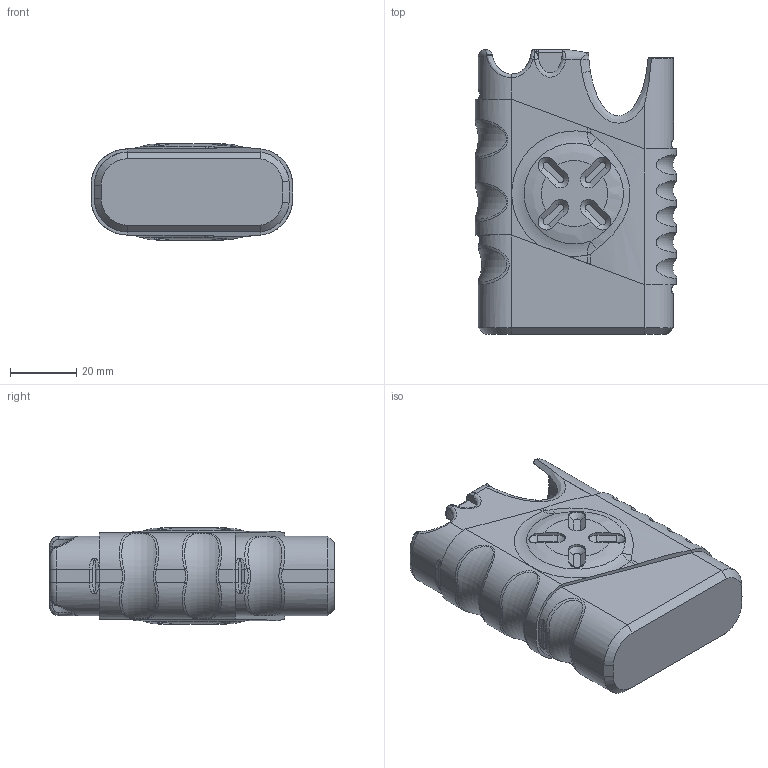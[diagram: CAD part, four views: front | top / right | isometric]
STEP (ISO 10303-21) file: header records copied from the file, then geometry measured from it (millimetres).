
FILE_DESCRIPTION(/* description */ (''),/* implementation_level */ '2;1');
FILE_NAME(/* name */ 'V7-pax-3-case.stp',/* time_stamp */ '2025-02-07T20:45:00Z',/* author */ ('iwheard'),/* organization */ (''),/* preprocessor_version */ 'ST-DEVELOPER v20',/* originating_system */ 'Autodesk Inventor 2024',/* authorisation */ '');
FILE_SCHEMA (('AUTOMOTIVE_DESIGN { 1 0 10303 214 3 1 1 }'));
Length unit declared in the file: inch
Products named in the file (1): V7-pax-3-case
Bounding box: 60.93 x 86 x 29.06 mm (x, y, z)
Volume: 57754.4 mm3; surface area: 27896 mm2
Topology: 1 solids, 1 shells, 506 faces, 1284 edges, 748 vertices
Faces by surface type: bspline 172, cylinder 129, plane 126, torus 57, cone 20, sphere 2
Full cylindrical faces by diameter (mm): 3 x2, 17 x1
Entity records: 22964 total; most frequent: CARTESIAN_POINT 11537, ORIENTED_EDGE 2500, DIRECTION 1941, EDGE_CURVE 1250, AXIS2_PLACEMENT_3D 769, VERTEX_POINT 748, EDGE_LOOP 508, STYLED_ITEM 507
